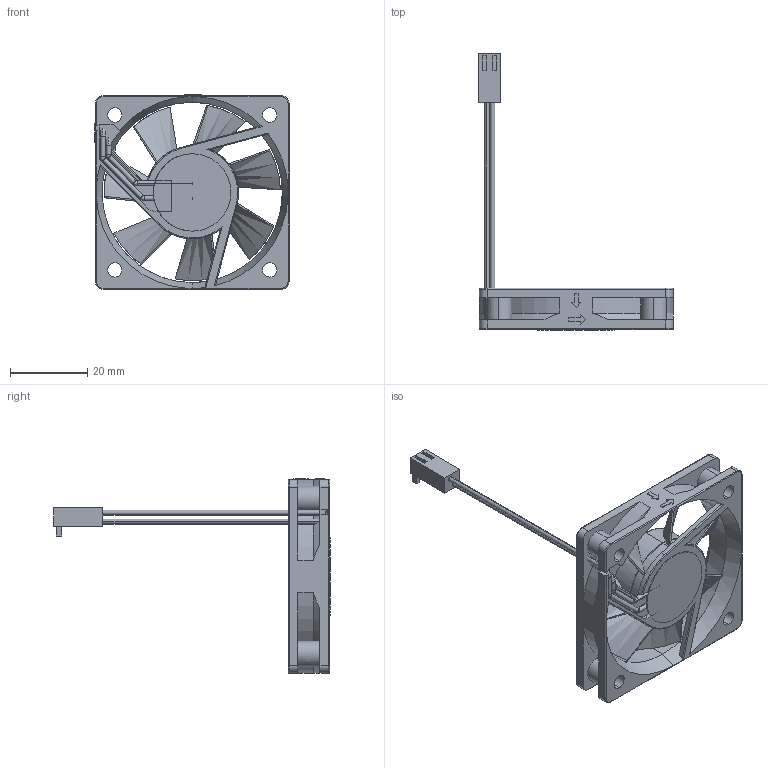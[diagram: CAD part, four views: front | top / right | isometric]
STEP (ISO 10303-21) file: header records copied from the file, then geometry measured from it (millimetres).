
FILE_DESCRIPTION (( 'STEP AP214' ), '1' );
FILE_NAME ('1512-B2P-B.STEP', '2015-03-20T13:13:46', ( '' ), ( '' ), 'SwSTEP 2.0', 'SolidWorks 2014', '' );
FILE_SCHEMA (( 'AUTOMOTIVE_DESIGN' ));
Length unit declared in the file: millimetre
Products named in the file (1): 1512-B2P-B
Bounding box: 50.11 x 71.47 x 50.23 mm (x, y, z)
Volume: 11689.8 mm3; surface area: 11523.3 mm2
Topology: 2 solids, 2 shells, 282 faces, 763 edges, 493 vertices
Faces by surface type: plane 113, cylinder 97, bspline 35, torus 27, cone 10
Entity records: 12166 total; most frequent: CARTESIAN_POINT 2471, ORIENTED_EDGE 1526, DIRECTION 1394, EDGE_CURVE 763, AXIS2_PLACEMENT_3D 514, VERTEX_POINT 493, LINE 366, VECTOR 366
